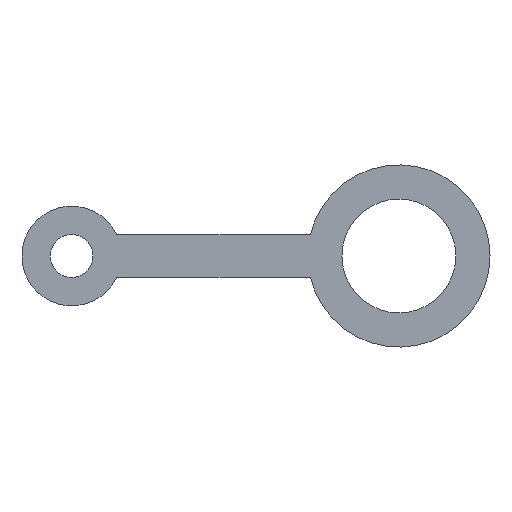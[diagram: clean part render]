
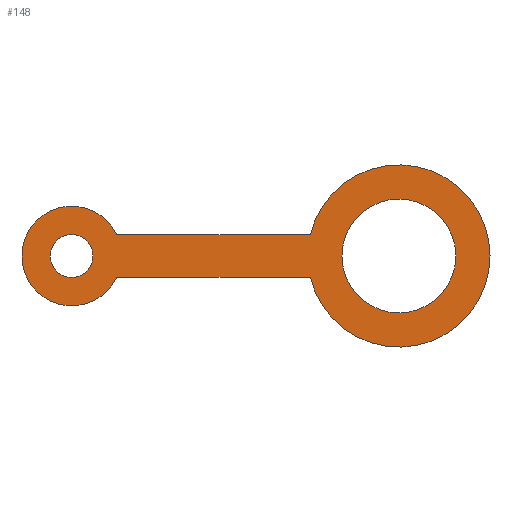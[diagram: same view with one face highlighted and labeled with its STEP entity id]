
A CAD part, front view. The second image highlights one B-rep face of the part: STEP entity #148.
In plain terms, the highlighted planar face has unit normal (0, -1, 0).
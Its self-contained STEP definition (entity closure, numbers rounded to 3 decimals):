
#21=FACE_BOUND('',#41,.T.);
#22=FACE_BOUND('',#42,.T.);
#30=FACE_OUTER_BOUND('',#40,.T.);
#40=EDGE_LOOP('',(#131,#132,#133,#134));
#41=EDGE_LOOP('',(#135));
#42=EDGE_LOOP('',(#136));
#47=LINE('',#248,#57);
#51=LINE('',#257,#61);
#57=VECTOR('',#205,10.);
#61=VECTOR('',#215,10.);
#67=CIRCLE('',#169,1.5);
#68=CIRCLE('',#171,4.);
#69=CIRCLE('',#174,3.5);
#70=CIRCLE('',#177,6.4);
#77=VERTEX_POINT('',#238);
#78=VERTEX_POINT('',#242);
#79=VERTEX_POINT('',#246);
#80=VERTEX_POINT('',#247);
#81=VERTEX_POINT('',#252);
#82=VERTEX_POINT('',#256);
#90=EDGE_CURVE('',#77,#77,#67,.T.);
#92=EDGE_CURVE('',#78,#78,#68,.T.);
#93=EDGE_CURVE('',#79,#80,#47,.T.);
#96=EDGE_CURVE('',#81,#80,#69,.T.);
#98=EDGE_CURVE('',#82,#81,#51,.T.);
#100=EDGE_CURVE('',#79,#82,#70,.T.);
#131=ORIENTED_EDGE('',*,*,#100,.F.);
#132=ORIENTED_EDGE('',*,*,#93,.T.);
#133=ORIENTED_EDGE('',*,*,#96,.F.);
#134=ORIENTED_EDGE('',*,*,#98,.F.);
#135=ORIENTED_EDGE('',*,*,#92,.F.);
#136=ORIENTED_EDGE('',*,*,#90,.F.);
#140=PLANE('',#178);
#148=ADVANCED_FACE('',(#30,#21,#22),#140,.F.);
#169=AXIS2_PLACEMENT_3D('',#240,#196,#197);
#171=AXIS2_PLACEMENT_3D('',#244,#201,#202);
#174=AXIS2_PLACEMENT_3D('',#253,#210,#211);
#177=AXIS2_PLACEMENT_3D('',#260,#219,#220);
#178=AXIS2_PLACEMENT_3D('',#261,#221,#222);
#196=DIRECTION('center_axis',(0.,-1.,0.));
#197=DIRECTION('ref_axis',(1.,0.,0.));
#201=DIRECTION('center_axis',(0.,-1.,0.));
#202=DIRECTION('ref_axis',(1.,0.,0.));
#205=DIRECTION('',(-1.,0.,0.));
#210=DIRECTION('center_axis',(0.,1.,0.));
#211=DIRECTION('ref_axis',(1.,0.,0.));
#215=DIRECTION('',(-1.,0.,0.));
#219=DIRECTION('center_axis',(0.,1.,0.));
#220=DIRECTION('ref_axis',(1.,0.,0.));
#221=DIRECTION('center_axis',(0.,1.,0.));
#222=DIRECTION('ref_axis',(1.,0.,0.));
#238=CARTESIAN_POINT('',(-24.484,0.,0.));
#240=CARTESIAN_POINT('Origin',(-22.984,0.,0.));
#242=CARTESIAN_POINT('',(-4.,0.,0.));
#244=CARTESIAN_POINT('Origin',(0.,0.,0.));
#246=CARTESIAN_POINT('',(-6.222,0.,1.5));
#247=CARTESIAN_POINT('',(-19.822,0.,1.5));
#248=CARTESIAN_POINT('',(-6.222,0.,1.5));
#252=CARTESIAN_POINT('',(-19.822,0.,-1.5));
#253=CARTESIAN_POINT('Origin',(-22.984,0.,0.));
#256=CARTESIAN_POINT('',(-6.222,0.,-1.5));
#257=CARTESIAN_POINT('',(-6.222,0.,-1.5));
#260=CARTESIAN_POINT('Origin',(0.,0.,0.));
#261=CARTESIAN_POINT('Origin',(-10.042,0.,0.));
